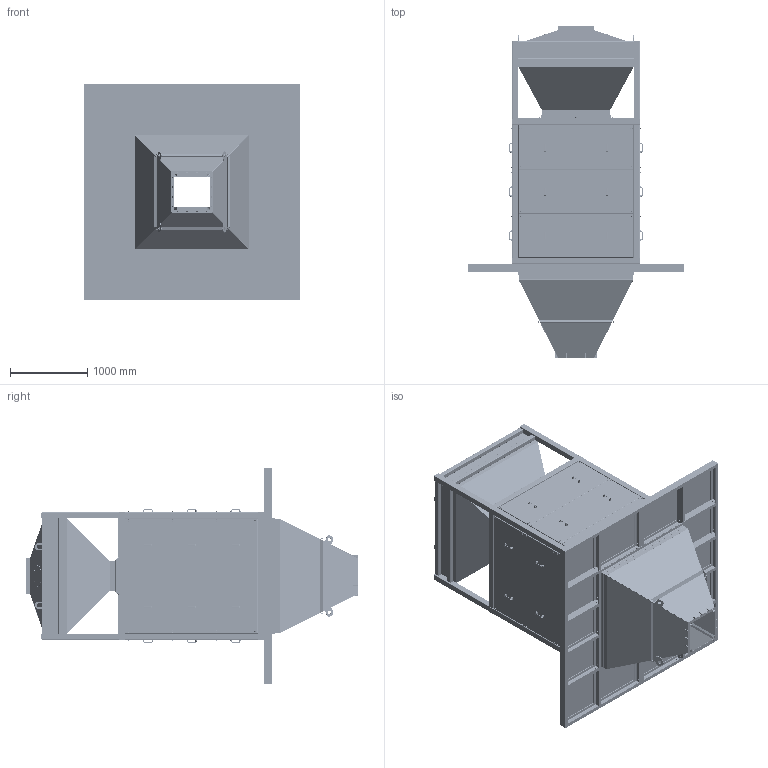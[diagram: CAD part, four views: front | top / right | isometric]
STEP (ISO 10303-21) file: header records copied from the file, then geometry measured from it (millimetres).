
FILE_DESCRIPTION (( 'STEP AP203' ), '1' );
FILE_NAME ('Áåç ïàíåëò ñ ïëîùàäêîé.STEP', '2025-11-29T13:20:29', ( 'Ñåðãåé' ), ( '' ), 'SwSTEP 2.0', 'SolidWorks 2023', '' );
FILE_SCHEMA (( 'CONFIG_CONTROL_DESIGN' ));
Length unit declared in the file: millimetre
Products named in the file (113): ОП-01.00.00.000; ОП-01.01.00.101_1; БН080-01.02.01.103_2; Шайба 12 ГОСТ6402; ОП-01.01.00.108_1; ВБ500-00.10.02.101; Шайба 10 ГОСТ11371; ВБ500-00.02.01.115_1490; Труба 60Х60Х3_1490_2; ВБ500-00.11.01.100_ВБ500-00.11.01.100; БП120-01.01.00.110_1; ВБ500-00.00.00.116_3; БН240-02.02.01.110_2; Шайба 8 ГОСТ 6958-78; Гайка M10 ГОСТ5915_2; ВБ500-00.00.00.000 ДБ3-2ПП(2); ВБ500-00.02.02.100; ВБ500-00.02.01.113; БН080-02.02.01.000-2(2); ВБ500-00.00.00.116_2; ВБ500-00.02.01.114; ВБ500-00.02.01.102; БП120-01.02.01.101_4; ВБ500-00.11.01.000; ВБ500-00.02.01.122_2; Шайба 8 ГОСТ6402_3; Болт М16х35 ГОСТ7798-70; ВБ500-00.02.01.103; ОШ-00.01.00.107; Болт М10х100 ГОСТ 7798; Гайка барашек М8Х1.25; ВБ500-00.02.01.112_2300; ВБ500-00.02.01.100; ВБ500-00.00.00.120 ДБ3; ВБ500-00.02.01.101; ОП-01.00.00.000(2); ОП-01.01.00.100_1; БП120-01.03.01.101_По умолчаниюSM-FLAT-PATTERN_1; Гайка М16 ГОСТ5915-70_2; БП120-01.02.01.101_2 ...
Assembly tree (671 placements, depth 6):
  Без панелт с площадкой
    БН080-02.02.01.000-2
      БН080-02.02.01.000-2(2)
        БН240-02.02.02.000_2
          БН2000-01.02.02.100_2  x4
          Б240-01.02.02.101_2  x4
          БН080-01.02.02.102_2  x4
          Труба 60Х60Х3_1490_2  x8
        БН240-02.02.01.100_2  x2
        БН240-02.02.01.101_2  x2
        БН080-02.02.01.113_2  x4
        БП120-01.02.01.101_2
        БН080-01.02.01.102_2  x2
        БН080-01.02.01.103_2  x2
        БН080-01.02.01.104_2  x4
        БН240-02.02.01.110_2  x2
        БН0240-02.02.01.111_2  x2
        БН240-02.02.01.112_1  x2
        ВБ500-00.00.00.116_2  x2
        Болт M8x30 ГОСТ7796-70_2  x12
        Шайба 8 ГОСТ6402_2  x12
        Гайка М8 ГОСТ 5915-70_2  x12
        БН080-02.02.01.104-2_2  x2
        БН080-02.02.01.105-2_2  x2
    Весы без панели
      ВБ500-00.00.00.000 ДБ3-2ПП(2)
        ВБ500-00.02.01.000
          ВБ500-00.02.02.000  x2
            ВБ500-00.02.01.117_558
            ВБ500-00.02.02.100
            Гайка M10 ГОСТ5915
          ВБ500-00.02.01.100  x4
          ВБ500-00.02.01.101  x4
          ВБ500-00.02.01.102  x2
          ВБ500-00.02.01.103  x2
          ВБ500-00.02.01.104  x2
          ВБ500-00.02.01.105  x2
          ВБ500-00.02.01.120_2300
          ВБ500-00.02.01.108_2300  x3
          ВБ500-00.02.01.110
          ВБ500-00.02.01.111  x2
          ВБ500-00.02.01.107_2300  x2
          ВБ500-00.02.01.112_2300  x3
          ВБ500-00.02.01.113  x2
          ВБ500-00.02.01.114  x4
          ВБ500-00.02.01.115_1490  x2
          Гайка M10 ГОСТ5915  x28
          ВБ500-00.02.01.116  x2
          ВБ500-00.02.01.118  x4
          Зеркально отразитьВБ500-00.02.01.118  x4
          ВБ500-00.02.01.119  x4
          Болт М8х35 ГОСТ 7798-70  x48
          Гайка М8 ГОСТ 5915-70_3  x8
          ВБ500-00.02.01.121  x22
          ВБ500-00.02.01.122  x4
          ОШ-00.01.00.106  x4
        ВБ500-00.11.01.000  x2
          ВБ500-00.00.00.115
          Гайка М8 ГОСТ 5915-70_3
        ВБ500-00.10.02.000
Bounding box: 2800 x 4299.89 x 2800 mm (x, y, z)
Volume: 156225852.8 mm3; surface area: 103664562 mm2
Topology: 739 solids, 739 shells, 14324 faces, 34746 edges, 22148 vertices
Faces by surface type: plane 7134, cylinder 4586, cone 2178, torus 414, bspline 8, sphere 4
Entity records: 97995 total; most frequent: CARTESIAN_POINT 17496, DIRECTION 12069, ORIENTED_EDGE 10286, EDGE_CURVE 5143, AXIS2_PLACEMENT_3D 4462, VERTEX_POINT 3300, LINE 3145, VECTOR 3145
